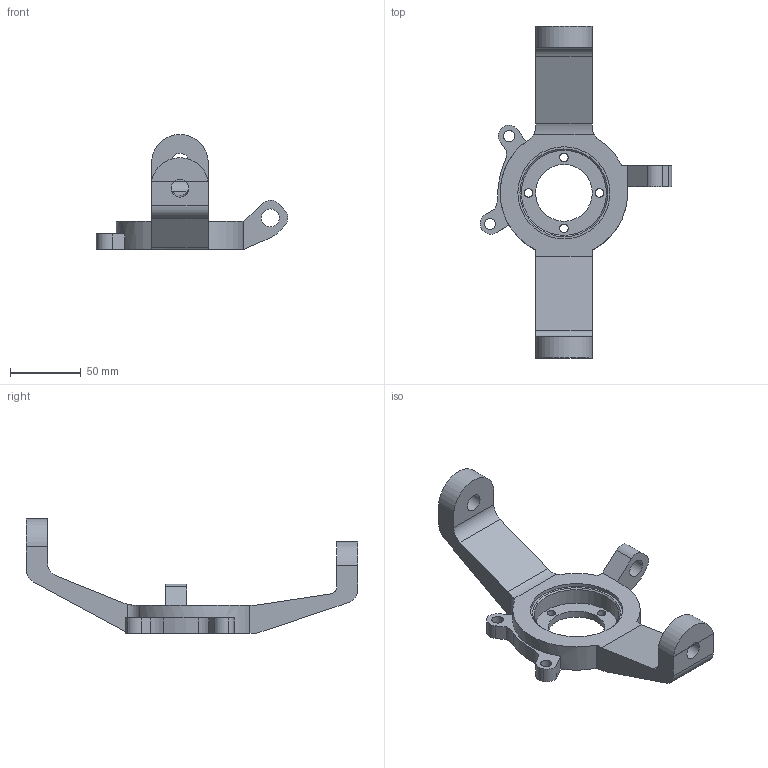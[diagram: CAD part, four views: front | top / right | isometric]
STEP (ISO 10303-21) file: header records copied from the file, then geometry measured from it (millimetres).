
FILE_DESCRIPTION(/* description */ ('','CAx-IF Rec.Pracs.---Representation and Presentation of Product Manufacturing Information (PMI)---4.0---2014-10-13'),/* implementation_level */ '2;1');
FILE_NAME(/* name */ 'Modified front knuckle.step',/* time_stamp */ '2024-12-15T20:25:05+05:30',/* author */ (''),/* organization */ (''),/* preprocessor_version */ 'ST-DEVELOPER v20',/* originating_system */ 'Autodesk Translation Framework v13.20.0.188',/* authorisation */ '');
FILE_SCHEMA (('AP242_MANAGED_MODEL_BASED_3D_ENGINEERING_MIM_LF { 1 0 10303 442 1 1 4 }'));
Length unit declared in the file: millimetre
Products named in the file (1): FusionComponent
Bounding box: 135.23 x 234.17 x 81.12 mm (x, y, z)
Volume: 208604.4 mm3; surface area: 47328.3 mm2
Topology: 1 solids, 1 shells, 69 faces, 194 edges, 128 vertices
Faces by surface type: cylinder 34, plane 32, bspline 2, cone 1
Full cylindrical faces by diameter (mm): 6 x4, 8 x2, 12.5 x2, 12.7 x1, 40 x1, 60 x1, 65 x1
Entity records: 2387 total; most frequent: CARTESIAN_POINT 482, DIRECTION 394, ORIENTED_EDGE 388, EDGE_CURVE 194, AXIS2_PLACEMENT_3D 142, VERTEX_POINT 128, LINE 110, VECTOR 110
